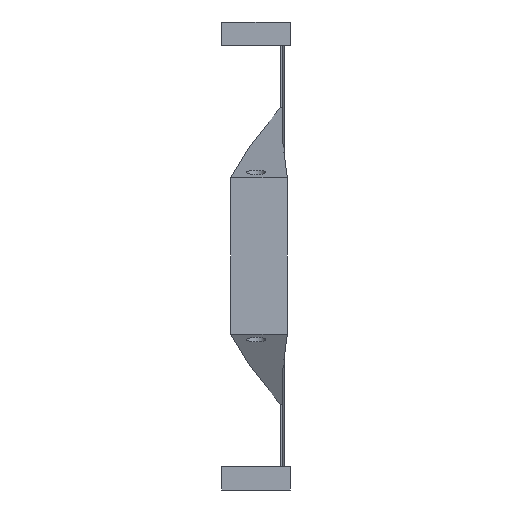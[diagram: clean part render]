
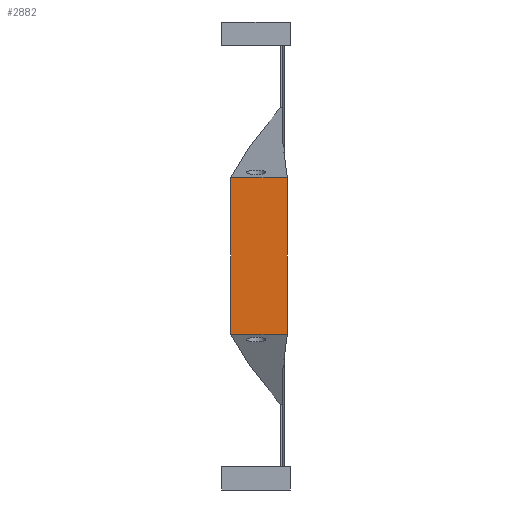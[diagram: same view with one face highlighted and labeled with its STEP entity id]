
A CAD part, left-side view. The second image highlights one B-rep face of the part: STEP entity #2882.
In plain terms, the highlighted planar face has unit normal (-1, 0, 0).
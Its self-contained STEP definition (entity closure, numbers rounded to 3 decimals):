
#423 = VERTEX_POINT('',#424);
#424 = CARTESIAN_POINT('',(300.,-1.273,66.585));
#527 = EDGE_CURVE('',#528,#423,#530,.T.);
#528 = VERTEX_POINT('',#529);
#529 = CARTESIAN_POINT('',(300.,-1.273,133.415));
#530 = B_SPLINE_CURVE_WITH_KNOTS('',4,(#531,#532,#533,#534,#535),
  .UNSPECIFIED.,.F.,.F.,(5,5),(0.,1.),.PIECEWISE_BEZIER_KNOTS.);
#531 = CARTESIAN_POINT('',(300.,-1.273,133.415));
#532 = CARTESIAN_POINT('',(300.,-1.273,116.707));
#533 = CARTESIAN_POINT('',(300.,-1.273,100.));
#534 = CARTESIAN_POINT('',(300.,-1.273,83.293));
#535 = CARTESIAN_POINT('',(300.,-1.273,66.585));
#1940 = VERTEX_POINT('',#1941);
#1941 = CARTESIAN_POINT('',(300.,22.918,133.415));
#2037 = EDGE_CURVE('',#1940,#2038,#2040,.T.);
#2038 = VERTEX_POINT('',#2039);
#2039 = CARTESIAN_POINT('',(300.,22.918,66.585));
#2040 = B_SPLINE_CURVE_WITH_KNOTS('',4,(#2041,#2042,#2043,#2044,#2045),
  .UNSPECIFIED.,.F.,.F.,(5,5),(0.,1.),.PIECEWISE_BEZIER_KNOTS.);
#2041 = CARTESIAN_POINT('',(300.,22.918,133.415));
#2042 = CARTESIAN_POINT('',(300.,22.918,116.707));
#2043 = CARTESIAN_POINT('',(300.,22.918,100.));
#2044 = CARTESIAN_POINT('',(300.,22.918,83.293));
#2045 = CARTESIAN_POINT('',(300.,22.918,66.585));
#2861 = EDGE_CURVE('',#1940,#528,#2862,.T.);
#2862 = LINE('',#2863,#2864);
#2863 = CARTESIAN_POINT('',(300.,50.,133.415));
#2864 = VECTOR('',#2865,1.);
#2865 = DIRECTION('',(0.,-1.,0.));
#2882 = ADVANCED_FACE('',(#2883),#2894,.F.);
#2883 = FACE_BOUND('',#2884,.F.);
#2884 = EDGE_LOOP('',(#2885,#2886,#2887,#2888));
#2885 = ORIENTED_EDGE('',*,*,#2037,.F.);
#2886 = ORIENTED_EDGE('',*,*,#2861,.T.);
#2887 = ORIENTED_EDGE('',*,*,#527,.T.);
#2888 = ORIENTED_EDGE('',*,*,#2889,.F.);
#2889 = EDGE_CURVE('',#2038,#423,#2890,.T.);
#2890 = LINE('',#2891,#2892);
#2891 = CARTESIAN_POINT('',(300.,50.,66.585));
#2892 = VECTOR('',#2893,1.);
#2893 = DIRECTION('',(0.,-1.,0.));
#2894 = PLANE('',#2895);
#2895 = AXIS2_PLACEMENT_3D('',#2896,#2897,#2898);
#2896 = CARTESIAN_POINT('',(300.,50.,133.415));
#2897 = DIRECTION('',(1.,0.,0.));
#2898 = DIRECTION('',(0.,0.,-1.));
